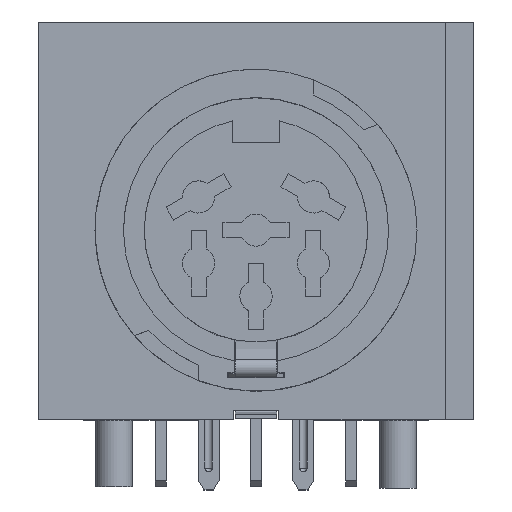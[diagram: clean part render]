
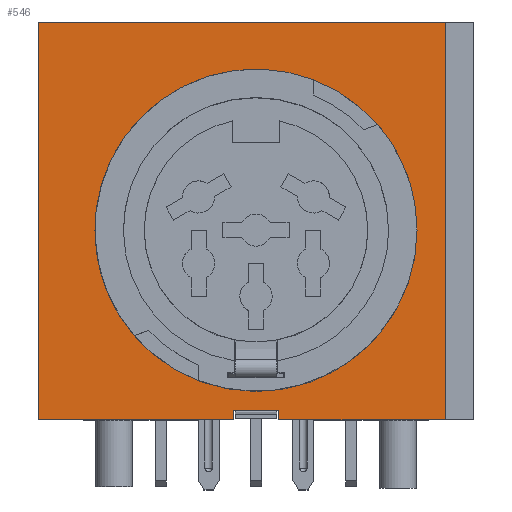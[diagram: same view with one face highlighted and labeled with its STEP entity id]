
A CAD part, top view. The second image highlights one B-rep face of the part: STEP entity #546.
In plain terms, the highlighted planar face has unit normal (0, 0, 1).
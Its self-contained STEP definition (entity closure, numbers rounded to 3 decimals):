
#171=FACE_BOUND('',#1673,.T.);
#172=FACE_BOUND('',#1674,.T.);
#546=ADVANCED_FACE('',(#171,#172),#901,.T.);
#901=PLANE('',#8430);
#1673=EDGE_LOOP('',(#3408));
#1674=EDGE_LOOP('',(#3409,#3410,#3411,#3412,#3413,#3414,#3415,#3416));
#1947=CIRCLE('',#8429,8.5);
#3408=ORIENTED_EDGE('',*,*,#5830,.T.);
#3409=ORIENTED_EDGE('',*,*,#5829,.T.);
#3410=ORIENTED_EDGE('',*,*,#5660,.F.);
#3411=ORIENTED_EDGE('',*,*,#5520,.T.);
#3412=ORIENTED_EDGE('',*,*,#5535,.F.);
#3413=ORIENTED_EDGE('',*,*,#5524,.F.);
#3414=ORIENTED_EDGE('',*,*,#5824,.F.);
#3415=ORIENTED_EDGE('',*,*,#5826,.T.);
#3416=ORIENTED_EDGE('',*,*,#5827,.T.);
#4631=VERTEX_POINT('',#11818);
#4632=VERTEX_POINT('',#11820);
#4635=VERTEX_POINT('',#11827);
#4636=VERTEX_POINT('',#11829);
#4728=VERTEX_POINT('',#12099);
#4819=VERTEX_POINT('',#12415);
#4820=VERTEX_POINT('',#12419);
#4821=VERTEX_POINT('',#12423);
#4822=VERTEX_POINT('',#12429);
#5520=EDGE_CURVE('',#4632,#4631,#6551,.T.);
#5524=EDGE_CURVE('',#4635,#4636,#6555,.T.);
#5535=EDGE_CURVE('',#4636,#4631,#6566,.T.);
#5660=EDGE_CURVE('',#4632,#4728,#6688,.T.);
#5824=EDGE_CURVE('',#4819,#4635,#6843,.T.);
#5826=EDGE_CURVE('',#4819,#4820,#6845,.T.);
#5827=EDGE_CURVE('',#4820,#4821,#6846,.T.);
#5829=EDGE_CURVE('',#4821,#4728,#6848,.T.);
#5830=EDGE_CURVE('',#4822,#4822,#1947,.T.);
#6551=LINE('',#11819,#7505);
#6555=LINE('',#11828,#7509);
#6566=LINE('',#11849,#7520);
#6688=LINE('',#12098,#7642);
#6843=LINE('',#12416,#7797);
#6845=LINE('',#12420,#7799);
#6846=LINE('',#12422,#7800);
#6848=LINE('',#12426,#7802);
#7505=VECTOR('',#9528,1.);
#7509=VECTOR('',#9534,1.);
#7520=VECTOR('',#9551,1.);
#7642=VECTOR('',#9757,1.);
#7797=VECTOR('',#10054,1.);
#7799=VECTOR('',#10058,1.);
#7800=VECTOR('',#10061,1.);
#7802=VECTOR('',#10065,1.);
#8429=AXIS2_PLACEMENT_3D('',#12428,#10068,#10069);
#8430=AXIS2_PLACEMENT_3D('',#12430,#10070,#10071);
#9528=DIRECTION('',(0.,1.,0.));
#9534=DIRECTION('',(0.,1.,0.));
#9551=DIRECTION('',(1.,0.,0.));
#9757=DIRECTION('',(-1.,0.,0.));
#10054=DIRECTION('',(-1.,0.,0.));
#10058=DIRECTION('',(0.,1.,0.));
#10061=DIRECTION('',(1.,0.,0.));
#10065=DIRECTION('',(0.,-1.,0.));
#10068=DIRECTION('',(0.,0.,-1.));
#10069=DIRECTION('',(1.,0.,0.));
#10070=DIRECTION('',(0.,0.,1.));
#10071=DIRECTION('',(1.,0.,0.));
#11818=CARTESIAN_POINT('',(38.687,25.773,1.8));
#11819=CARTESIAN_POINT('',(38.687,4.773,1.8));
#11820=CARTESIAN_POINT('',(38.687,4.773,1.8));
#11827=CARTESIAN_POINT('',(17.187,4.773,1.8));
#11828=CARTESIAN_POINT('',(17.187,4.773,1.8));
#11829=CARTESIAN_POINT('',(17.187,25.773,1.8));
#11849=CARTESIAN_POINT('',(17.187,25.773,1.8));
#12098=CARTESIAN_POINT('',(38.687,4.773,1.8));
#12099=CARTESIAN_POINT('',(29.887,4.773,1.8));
#12415=CARTESIAN_POINT('',(27.487,4.773,1.8));
#12416=CARTESIAN_POINT('',(27.487,4.773,1.8));
#12419=CARTESIAN_POINT('',(27.487,5.273,1.8));
#12420=CARTESIAN_POINT('',(27.487,4.773,1.8));
#12422=CARTESIAN_POINT('',(27.487,5.273,1.8));
#12423=CARTESIAN_POINT('',(29.887,5.273,1.8));
#12426=CARTESIAN_POINT('',(29.887,5.273,1.8));
#12428=CARTESIAN_POINT('',(28.687,14.773,1.8));
#12429=CARTESIAN_POINT('',(37.187,14.773,1.8));
#12430=CARTESIAN_POINT('',(16.037,3.723,1.8));
